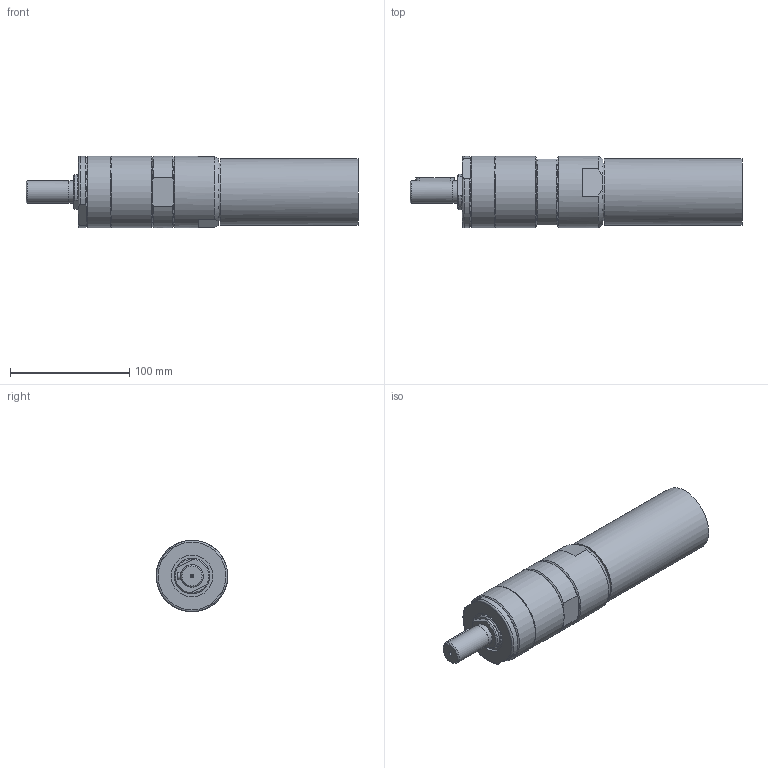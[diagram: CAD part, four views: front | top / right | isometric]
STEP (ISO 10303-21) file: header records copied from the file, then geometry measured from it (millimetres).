
FILE_DESCRIPTION((''),'2;1');
FILE_NAME('MRD 55-105_60009975.stp','2008-05-19T16:24:34',('basyouni'),(''),'Autodesk Inventor 2008','Autodesk Inventor 2008','');
FILE_SCHEMA(('AUTOMOTIVE_DESIGN { 1 0 10303 214 1 1 1 1 }'));
Length unit declared in the file: millimetre
Products named in the file (1): MRD 55-105_60009975
Bounding box: 278.7 x 60 x 60 mm (x, y, z)
Volume: 625348 mm3; surface area: 57826.4 mm2
Topology: 1 solids, 6 shells, 119 faces, 258 edges, 166 vertices
Faces by surface type: plane 52, cylinder 27, cone 24, bspline 9, torus 5, sphere 2
Full cylindrical faces by diameter (mm): 1.55 x2, 3.6 x1, 4 x1, 5 x1, 5.5 x1, 18.8 x1, 19 x1, 29.95 x1, 35 x1, 40 x1, 48.178 x2, 55.178 x1, 56 x1, 60 x3
Entity records: 3385 total; most frequent: CARTESIAN_POINT 935, DIRECTION 476, ORIENTED_EDGE 388, AXIS2_PLACEMENT_3D 211, EDGE_CURVE 194, EDGE_LOOP 182, VERTEX_POINT 144, FACE_OUTER_BOUND 119
